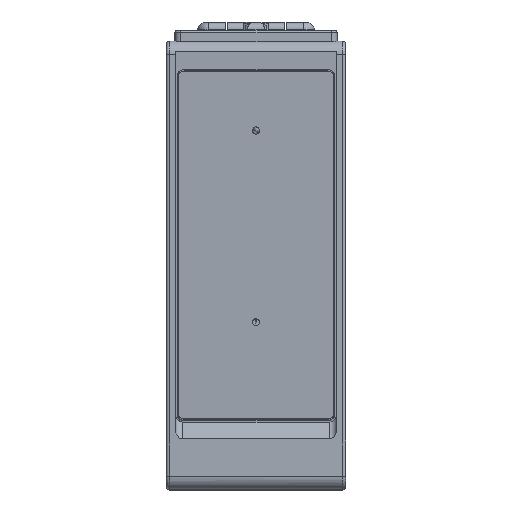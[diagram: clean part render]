
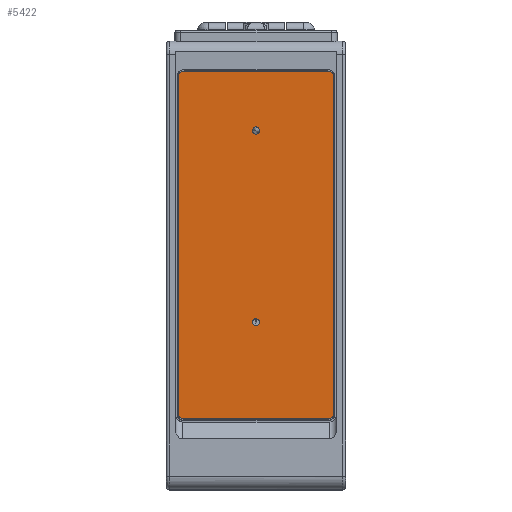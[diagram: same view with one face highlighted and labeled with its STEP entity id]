
A CAD part, top view. The second image highlights one B-rep face of the part: STEP entity #5422.
In plain terms, the highlighted planar face has unit normal (0, -0.048, 0.999).
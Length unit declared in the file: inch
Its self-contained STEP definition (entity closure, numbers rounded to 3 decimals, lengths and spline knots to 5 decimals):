
#42 = DIRECTION ( 'NONE',  ( -1., 0., 0. ) ) ;
#179 = CARTESIAN_POINT ( 'NONE',  ( 0.34154, 0.33475, -0.07445 ) ) ;
#216 = AXIS2_PLACEMENT_3D ( 'NONE', #12104, #5198, #6340 ) ;
#703 = EDGE_CURVE ( 'NONE', #3603, #8932, #13128, .T. ) ;
#809 = ORIENTED_EDGE ( 'NONE', *, *, #13486, .F. ) ;
#892 = DIRECTION ( 'NONE',  ( 0., 0.048, -0.999 ) ) ;
#1488 = CARTESIAN_POINT ( 'NONE',  ( 0.34154, 1.81139, -0.00353 ) ) ;
#1632 = CARTESIAN_POINT ( 'NONE',  ( 0.31594, 0.33475, -0.07445 ) ) ;
#1947 = CARTESIAN_POINT ( 'NONE',  ( -0.34154, 0.33475, -0.07445 ) ) ;
#3090 = CARTESIAN_POINT ( 'NONE',  ( -0.31594, 1.83695, -0.0023 ) ) ;
#3221 = LINE ( 'NONE', #14953, #8894 ) ;
#3373 = DIRECTION ( 'NONE',  ( 0., -0.999, -0.048 ) ) ;
#3603 = VERTEX_POINT ( 'NONE', #4848 ) ;
#3863 = DIRECTION ( 'NONE',  ( 1., 0., 0. ) ) ;
#4025 = EDGE_CURVE ( 'NONE', #12210, #7900, #3221, .T. ) ;
#4426 = EDGE_LOOP ( 'NONE', ( #7220, #10616, #11456, #809, #14431, #4900, #9310, #5120 ) ) ;
#4456 = DIRECTION ( 'NONE',  ( 0., 0.999, 0.048 ) ) ;
#4826 = CARTESIAN_POINT ( 'NONE',  ( 0.31594, 1.81139, -0.00353 ) ) ;
#4848 = CARTESIAN_POINT ( 'NONE',  ( -0.31594, 0.30918, -0.07568 ) ) ;
#4900 = ORIENTED_EDGE ( 'NONE', *, *, #10886, .F. ) ;
#4945 = CARTESIAN_POINT ( 'NONE',  ( -0.34154, 1.81139, -0.00353 ) ) ;
#5120 = ORIENTED_EDGE ( 'NONE', *, *, #11371, .F. ) ;
#5198 = DIRECTION ( 'NONE',  ( 0., 0.048, -0.999 ) ) ;
#5309 = DIRECTION ( 'NONE',  ( 0., 0.999, 0.048 ) ) ;
#5413 = DIRECTION ( 'NONE',  ( 0., 0.999, 0.048 ) ) ;
#5422 = ADVANCED_FACE ( 'NONE', ( #13335 ), #8515, .F. ) ;
#5644 = VERTEX_POINT ( 'NONE', #4945 ) ;
#5708 = VECTOR ( 'NONE', #3863, 39.37008 ) ;
#6144 = CIRCLE ( 'NONE', #11469, 0.02559 ) ;
#6340 = DIRECTION ( 'NONE',  ( -1., 0., 0. ) ) ;
#6528 = VECTOR ( 'NONE', #5309, 39.37008 ) ;
#6690 = DIRECTION ( 'NONE',  ( 0., 0.048, -0.999 ) ) ;
#6816 = CARTESIAN_POINT ( 'NONE',  ( -0.31594, 0.33475, -0.07445 ) ) ;
#7220 = ORIENTED_EDGE ( 'NONE', *, *, #8852, .F. ) ;
#7474 = DIRECTION ( 'NONE',  ( 0., 0.999, 0.048 ) ) ;
#7900 = VERTEX_POINT ( 'NONE', #179 ) ;
#8487 = LINE ( 'NONE', #11917, #5708 ) ;
#8515 = PLANE ( 'NONE',  #216 ) ;
#8790 = CARTESIAN_POINT ( 'NONE',  ( -0.34154, 0.33475, -0.07445 ) ) ;
#8852 = EDGE_CURVE ( 'NONE', #8932, #5644, #14600, .T. ) ;
#8866 = CIRCLE ( 'NONE', #12764, 0.02559 ) ;
#8894 = VECTOR ( 'NONE', #3373, 39.37008 ) ;
#8932 = VERTEX_POINT ( 'NONE', #1947 ) ;
#9028 = CARTESIAN_POINT ( 'NONE',  ( 0.31594, 1.83695, -0.0023 ) ) ;
#9036 = CARTESIAN_POINT ( 'NONE',  ( -0.31594, 1.81139, -0.00353 ) ) ;
#9124 = CARTESIAN_POINT ( 'NONE',  ( 0.31594, 0.30918, -0.07568 ) ) ;
#9296 = CARTESIAN_POINT ( 'NONE',  ( 0.34154, 0.30918, -0.07568 ) ) ;
#9305 = EDGE_CURVE ( 'NONE', #14057, #12052, #8487, .T. ) ;
#9310 = ORIENTED_EDGE ( 'NONE', *, *, #9305, .F. ) ;
#9453 = DIRECTION ( 'NONE',  ( 0., 0.048, -0.999 ) ) ;
#9474 = AXIS2_PLACEMENT_3D ( 'NONE', #6816, #892, #4456 ) ;
#10616 = ORIENTED_EDGE ( 'NONE', *, *, #703, .F. ) ;
#10702 = CIRCLE ( 'NONE', #14651, 0.02559 ) ;
#10886 = EDGE_CURVE ( 'NONE', #12052, #12210, #8866, .T. ) ;
#10971 = DIRECTION ( 'NONE',  ( 0., 0.048, -0.999 ) ) ;
#11274 = LINE ( 'NONE', #9296, #12439 ) ;
#11371 = EDGE_CURVE ( 'NONE', #5644, #14057, #6144, .T. ) ;
#11456 = ORIENTED_EDGE ( 'NONE', *, *, #14403, .F. ) ;
#11469 = AXIS2_PLACEMENT_3D ( 'NONE', #9036, #6690, #5413 ) ;
#11917 = CARTESIAN_POINT ( 'NONE',  ( -0.34154, 1.83695, -0.0023 ) ) ;
#12052 = VERTEX_POINT ( 'NONE', #9028 ) ;
#12104 = CARTESIAN_POINT ( 'NONE',  ( 0., 1.07307, -0.03899 ) ) ;
#12210 = VERTEX_POINT ( 'NONE', #1488 ) ;
#12439 = VECTOR ( 'NONE', #42, 39.37008 ) ;
#12764 = AXIS2_PLACEMENT_3D ( 'NONE', #4826, #9453, #12963 ) ;
#12963 = DIRECTION ( 'NONE',  ( 0., 0.999, 0.048 ) ) ;
#13128 = CIRCLE ( 'NONE', #9474, 0.02559 ) ;
#13335 = FACE_OUTER_BOUND ( 'NONE', #4426, .T. ) ;
#13486 = EDGE_CURVE ( 'NONE', #7900, #14709, #10702, .T. ) ;
#14057 = VERTEX_POINT ( 'NONE', #3090 ) ;
#14403 = EDGE_CURVE ( 'NONE', #14709, #3603, #11274, .T. ) ;
#14431 = ORIENTED_EDGE ( 'NONE', *, *, #4025, .F. ) ;
#14600 = LINE ( 'NONE', #8790, #6528 ) ;
#14651 = AXIS2_PLACEMENT_3D ( 'NONE', #1632, #10971, #7474 ) ;
#14709 = VERTEX_POINT ( 'NONE', #9124 ) ;
#14953 = CARTESIAN_POINT ( 'NONE',  ( 0.34154, 1.81139, -0.00353 ) ) ;
